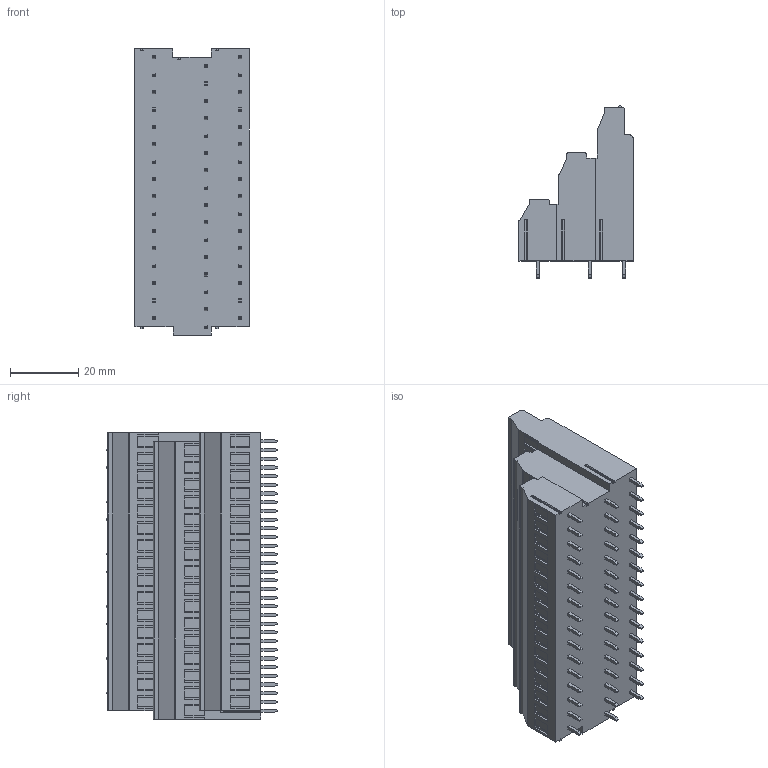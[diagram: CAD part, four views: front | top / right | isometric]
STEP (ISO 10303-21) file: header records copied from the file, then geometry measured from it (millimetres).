
FILE_DESCRIPTION((''),'2;1');
FILE_NAME('TL324VH3-XXP-XS','2025-01-10T09:10:40',('yanfa'),(''),'CREO PARAMETRIC BY PTC INC, 2018100','CREO PARAMETRIC BY PTC INC, 2018100','');
FILE_SCHEMA(('CONFIG_CONTROL_DESIGN','SHAPE_APPEARANCE_LAYERS_GROUPS'));
Length unit declared in the file: millimetre
Products named in the file (1): TL324VH3-XXP-XS
Bounding box: 33.4 x 50.3 x 83.82 mm (x, y, z)
Volume: 76194 mm3; surface area: 20831.8 mm2
Topology: 1 solids, 61 shells, 2001 faces, 5201 edges, 3424 vertices
Faces by surface type: plane 1667, cylinder 218, torus 96, sphere 20
Entity records: 60983 total; most frequent: CARTESIAN_POINT 11667, ORIENTED_EDGE 10362, DIRECTION 9753, EDGE_CURVE 5181, VECTOR 4223, LINE 4223, VERTEX_POINT 3424, AXIS2_PLACEMENT_3D 2765
